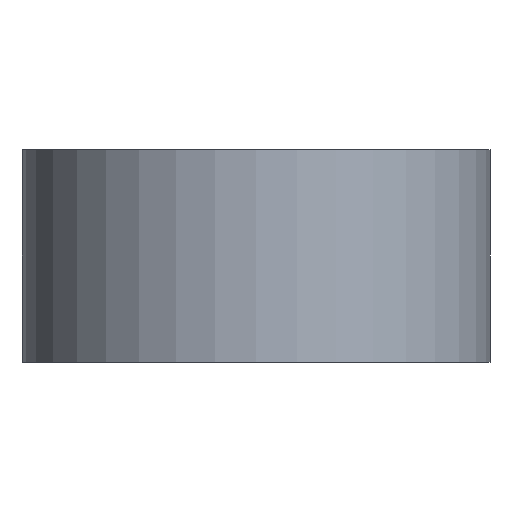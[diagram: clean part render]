
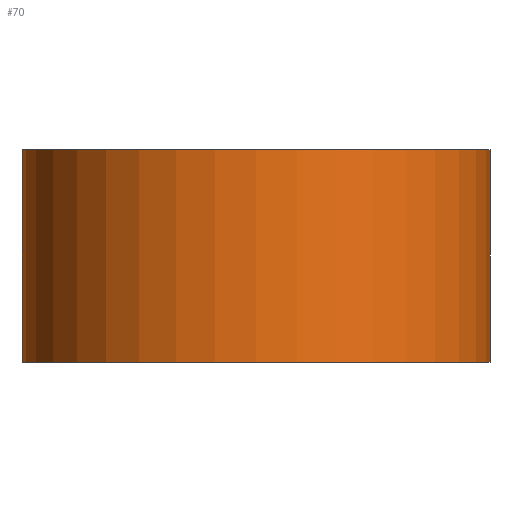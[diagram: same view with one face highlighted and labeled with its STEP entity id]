
A CAD part, front view. The second image highlights one B-rep face of the part: STEP entity #70.
In plain terms, the highlighted cylindrical face has radius 11 mm (diameter 22 mm), a partial arc.
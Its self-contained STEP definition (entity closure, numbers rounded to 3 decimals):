
#9 = DIRECTION ( 'NONE',  ( -1., 0., 0. ) ) ;
#17 = DIRECTION ( 'NONE',  ( 0., 0., -1. ) ) ;
#40 = DIRECTION ( 'NONE',  ( 0., 0., -1. ) ) ;
#47 = CARTESIAN_POINT ( 'NONE',  ( 11., -46.485, 10. ) ) ;
#52 = EDGE_LOOP ( 'NONE', ( #579, #362, #147, #135 ) ) ;
#70 = ADVANCED_FACE ( 'NONE', ( #645 ), #340, .T. ) ;
#75 = VECTOR ( 'NONE', #40, 1000. ) ;
#98 = DIRECTION ( 'NONE',  ( -1., 0., 0. ) ) ;
#132 = DIRECTION ( 'NONE',  ( 0., 0., -1. ) ) ;
#134 = DIRECTION ( 'NONE',  ( 0., 0., 1. ) ) ;
#135 = ORIENTED_EDGE ( 'NONE', *, *, #284, .T. ) ;
#141 = CARTESIAN_POINT ( 'NONE',  ( -11., -46.485, 10. ) ) ;
#147 = ORIENTED_EDGE ( 'NONE', *, *, #163, .T. ) ;
#153 = CARTESIAN_POINT ( 'NONE',  ( 0., -46.485, 0. ) ) ;
#156 = CIRCLE ( 'NONE', #419, 11. ) ;
#159 = EDGE_CURVE ( 'NONE', #568, #353, #560, .T. ) ;
#163 = EDGE_CURVE ( 'NONE', #555, #240, #295, .T. ) ;
#167 = AXIS2_PLACEMENT_3D ( 'NONE', #153, #364, #9 ) ;
#181 = EDGE_CURVE ( 'NONE', #555, #568, #156, .T. ) ;
#199 = CIRCLE ( 'NONE', #167, 11. ) ;
#224 = DIRECTION ( 'NONE',  ( -1., 0., 0. ) ) ;
#225 = AXIS2_PLACEMENT_3D ( 'NONE', #484, #17, #224 ) ;
#240 = VERTEX_POINT ( 'NONE', #369 ) ;
#256 = CARTESIAN_POINT ( 'NONE',  ( -11., -46.485, 10. ) ) ;
#279 = VECTOR ( 'NONE', #132, 1000. ) ;
#284 = EDGE_CURVE ( 'NONE', #240, #353, #199, .T. ) ;
#295 = LINE ( 'NONE', #256, #75 ) ;
#316 = CARTESIAN_POINT ( 'NONE',  ( 11., -46.485, 10. ) ) ;
#340 = CYLINDRICAL_SURFACE ( 'NONE', #225, 11. ) ;
#353 = VERTEX_POINT ( 'NONE', #578 ) ;
#362 = ORIENTED_EDGE ( 'NONE', *, *, #181, .F. ) ;
#364 = DIRECTION ( 'NONE',  ( 0., 0., 1. ) ) ;
#369 = CARTESIAN_POINT ( 'NONE',  ( -11., -46.485, 0. ) ) ;
#419 = AXIS2_PLACEMENT_3D ( 'NONE', #551, #134, #98 ) ;
#484 = CARTESIAN_POINT ( 'NONE',  ( 0., -46.485, 10. ) ) ;
#551 = CARTESIAN_POINT ( 'NONE',  ( 0., -46.485, 10. ) ) ;
#555 = VERTEX_POINT ( 'NONE', #141 ) ;
#560 = LINE ( 'NONE', #47, #279 ) ;
#568 = VERTEX_POINT ( 'NONE', #316 ) ;
#578 = CARTESIAN_POINT ( 'NONE',  ( 11., -46.485, 0. ) ) ;
#579 = ORIENTED_EDGE ( 'NONE', *, *, #159, .F. ) ;
#645 = FACE_OUTER_BOUND ( 'NONE', #52, .T. ) ;
